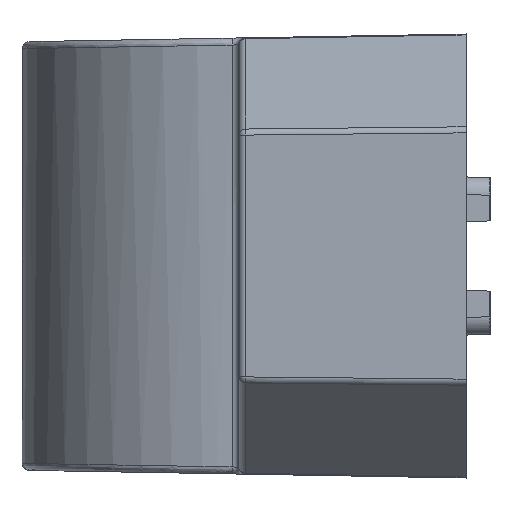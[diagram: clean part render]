
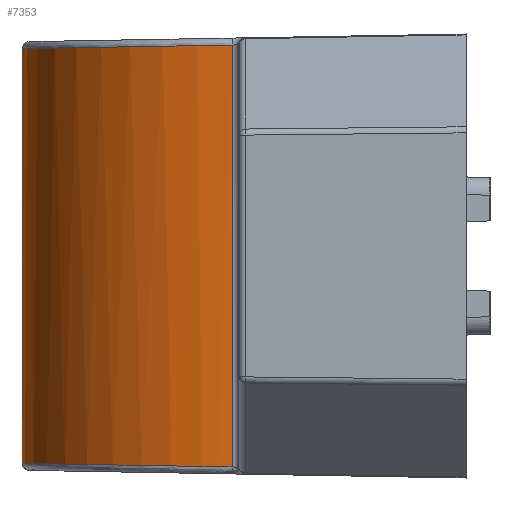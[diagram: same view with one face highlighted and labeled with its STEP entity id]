
A CAD part, left-side view. The second image highlights one B-rep face of the part: STEP entity #7353.
In plain terms, the highlighted cylindrical face has radius 6.35 mm (diameter 12.7 mm), a partial arc.
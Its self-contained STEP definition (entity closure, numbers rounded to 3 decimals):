
#202 = ORIENTED_EDGE ( 'NONE', *, *, #5964, .T. ) ;
#1043 = DIRECTION ( 'NONE',  ( 0., 0., -1. ) ) ;
#1088 = DIRECTION ( 'NONE',  ( 1., 0., 0. ) ) ;
#1113 = ORIENTED_EDGE ( 'NONE', *, *, #13477, .T. ) ;
#1851 = LINE ( 'NONE', #10177, #3245 ) ;
#1919 = VERTEX_POINT ( 'NONE', #7913 ) ;
#2648 = CARTESIAN_POINT ( 'NONE',  ( 6.341, 0.339, 6.033 ) ) ;
#2704 = CARTESIAN_POINT ( 'NONE',  ( 0., 6.35, -5.932 ) ) ;
#2832 = VERTEX_POINT ( 'NONE', #2648 ) ;
#3152 = CARTESIAN_POINT ( 'NONE',  ( 6.341, 0.339, -6.351 ) ) ;
#3245 = VECTOR ( 'NONE', #9982, 1000. ) ;
#3320 = CARTESIAN_POINT ( 'NONE',  ( 0., 6.35, -5.932 ) ) ;
#3463 = VECTOR ( 'NONE', #1043, 1000. ) ;
#4113 = CARTESIAN_POINT ( 'NONE',  ( -5.729, 11.78, 5.84 ) ) ;
#4400 = VERTEX_POINT ( 'NONE', #12407 ) ;
#4855 = VERTEX_POINT ( 'NONE', #6507 ) ;
#5430 =( BOUNDED_CURVE ( )  B_SPLINE_CURVE ( 3, ( #2704, #10016, #10888, #11162 ),
 .UNSPECIFIED., .F., .F. ) 
 B_SPLINE_CURVE_WITH_KNOTS ( ( 4, 4 ),
 ( 0., 1.517 ),
 .UNSPECIFIED. ) 
 CURVE ( )  GEOMETRIC_REPRESENTATION_ITEM ( )  RATIONAL_B_SPLINE_CURVE ( ( 1., 0.817, 0.817, 1. ) ) 
 REPRESENTATION_ITEM ( '' )  );
#5439 = CARTESIAN_POINT ( 'NONE',  ( 6.15, 3.898, -5.973 ) ) ;
#5964 = EDGE_CURVE ( 'NONE', #2832, #1919, #8414, .T. ) ;
#6333 = CARTESIAN_POINT ( 'NONE',  ( 3.564, 6.35, -5.932 ) ) ;
#6395 = EDGE_CURVE ( 'NONE', #4400, #9480, #1851, .T. ) ;
#6483 = EDGE_CURVE ( 'NONE', #9480, #2832, #6627, .T. ) ;
#6507 = CARTESIAN_POINT ( 'NONE',  ( 0., 6.35, -5.932 ) ) ;
#6627 =( BOUNDED_CURVE ( )  B_SPLINE_CURVE ( 3, ( #8206, #4113, #12356, #11521 ),
 .UNSPECIFIED., .F., .F. ) 
 B_SPLINE_CURVE_WITH_KNOTS ( ( 4, 4 ),
 ( 1.624, 4.659 ),
 .UNSPECIFIED. ) 
 CURVE ( )  GEOMETRIC_REPRESENTATION_ITEM ( )  RATIONAL_B_SPLINE_CURVE ( ( 1., 0.369, 0.369, 1. ) ) 
 REPRESENTATION_ITEM ( '' )  );
#7353 = ADVANCED_FACE ( 'NONE', ( #11579 ), #11318, .T. ) ;
#7368 = ORIENTED_EDGE ( 'NONE', *, *, #6395, .T. ) ;
#7452 = EDGE_LOOP ( 'NONE', ( #1113, #8854, #7368, #9068, #202 ) ) ;
#7913 = CARTESIAN_POINT ( 'NONE',  ( 6.341, 0.339, -6.033 ) ) ;
#8206 = CARTESIAN_POINT ( 'NONE',  ( -6.341, 0.339, 6.033 ) ) ;
#8414 = LINE ( 'NONE', #3152, #3463 ) ;
#8854 = ORIENTED_EDGE ( 'NONE', *, *, #11500, .T. ) ;
#9068 = ORIENTED_EDGE ( 'NONE', *, *, #6483, .T. ) ;
#9132 = CARTESIAN_POINT ( 'NONE',  ( -6.341, 0.339, 6.033 ) ) ;
#9411 = CARTESIAN_POINT ( 'NONE',  ( 0., 0., -6.351 ) ) ;
#9480 = VERTEX_POINT ( 'NONE', #9132 ) ;
#9982 = DIRECTION ( 'NONE',  ( 0., 0., 1. ) ) ;
#10016 = CARTESIAN_POINT ( 'NONE',  ( -3.564, 6.35, -5.932 ) ) ;
#10061 =( BOUNDED_CURVE ( )  B_SPLINE_CURVE ( 3, ( #12658, #5439, #6333, #3320 ),
 .UNSPECIFIED., .F., .F. ) 
 B_SPLINE_CURVE_WITH_KNOTS ( ( 4, 4 ),
 ( 4.766, 6.283 ),
 .UNSPECIFIED. ) 
 CURVE ( )  GEOMETRIC_REPRESENTATION_ITEM ( )  RATIONAL_B_SPLINE_CURVE ( ( 1., 0.817, 0.817, 1. ) ) 
 REPRESENTATION_ITEM ( '' )  );
#10177 = CARTESIAN_POINT ( 'NONE',  ( -6.341, 0.339, -6.351 ) ) ;
#10427 = AXIS2_PLACEMENT_3D ( 'NONE', #9411, #11386, #1088 ) ;
#10888 = CARTESIAN_POINT ( 'NONE',  ( -6.15, 3.898, -5.973 ) ) ;
#11162 = CARTESIAN_POINT ( 'NONE',  ( -6.341, 0.339, -6.033 ) ) ;
#11318 = CYLINDRICAL_SURFACE ( 'NONE', #10427, 6.35 ) ;
#11386 = DIRECTION ( 'NONE',  ( 0., 0., 1. ) ) ;
#11500 = EDGE_CURVE ( 'NONE', #4855, #4400, #5430, .T. ) ;
#11521 = CARTESIAN_POINT ( 'NONE',  ( 6.341, 0.339, 6.033 ) ) ;
#11579 = FACE_OUTER_BOUND ( 'NONE', #7452, .T. ) ;
#12356 = CARTESIAN_POINT ( 'NONE',  ( 5.729, 11.78, 5.84 ) ) ;
#12407 = CARTESIAN_POINT ( 'NONE',  ( -6.341, 0.339, -6.033 ) ) ;
#12658 = CARTESIAN_POINT ( 'NONE',  ( 6.341, 0.339, -6.033 ) ) ;
#13477 = EDGE_CURVE ( 'NONE', #1919, #4855, #10061, .T. ) ;
